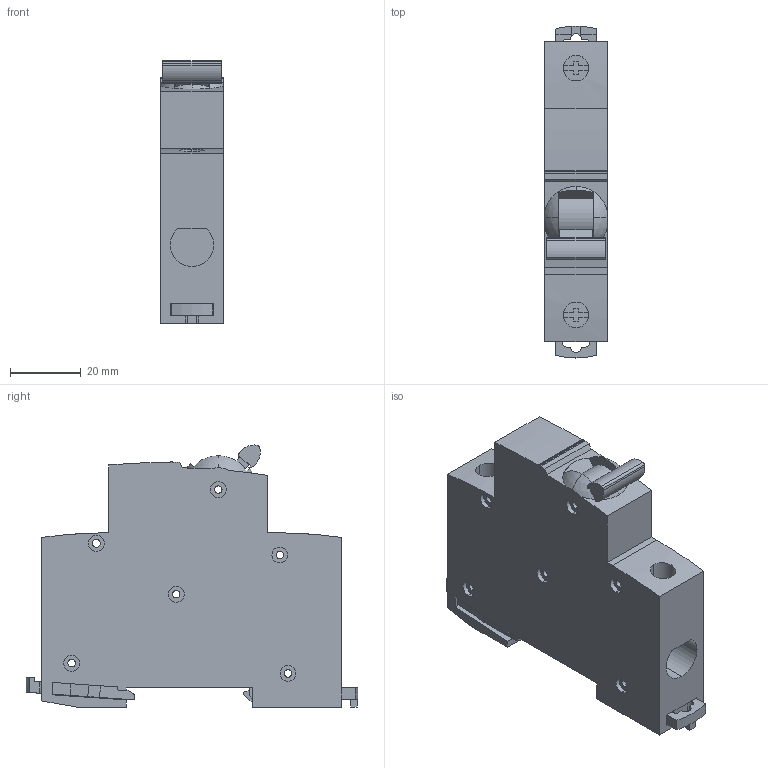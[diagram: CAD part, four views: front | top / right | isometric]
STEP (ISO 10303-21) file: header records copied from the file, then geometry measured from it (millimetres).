
FILE_DESCRIPTION(('STEP AP214'),'1');
FILE_NAME(' ',' ',('TraceParts'),('TraceParts S.A.'),'XStep 1.0',' ',' ');
FILE_SCHEMA(('automotive_design'));
Length unit declared in the file: millimetre
Products named in the file (6): SB100446_S_ASM|Next assembly relationship;COQUE_PRINCIPALE_1P_BIS; SB100446_S_ASM|Next assembly relationship;MANETTE_1; SB100446_S_ASM|Next assembly relationship;CLIP_2; SB100446_S_ASM|Next assembly relationship;CLIP_1; SB100446_S_ASM|Next assembly relationship;VIS_7_2
Bounding box: 17.7 x 93.9 x 74.13 mm (x, y, z)
Volume: 80919.4 mm3; surface area: 22678.1 mm2
Topology: 6 solids, 6 shells, 336 faces, 932 edges, 620 vertices
Faces by surface type: plane 230, cylinder 102, sphere 4
Entity records: 11009 total; most frequent: CARTESIAN_POINT 2076, ORIENTED_EDGE 1864, DIRECTION 1820, EDGE_CURVE 932, LINE 690, VECTOR 690, VERTEX_POINT 620, AXIS2_PLACEMENT_3D 565
